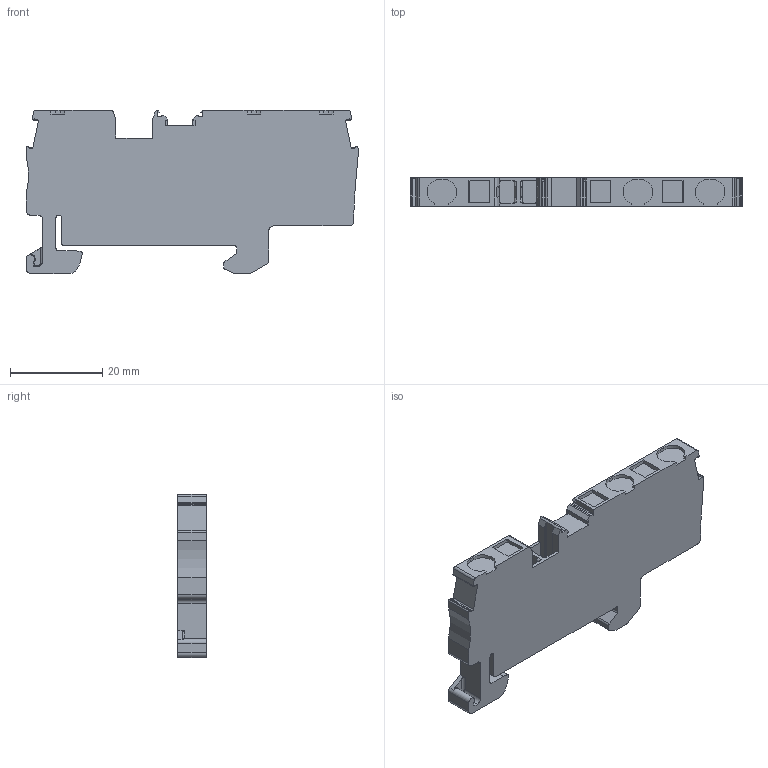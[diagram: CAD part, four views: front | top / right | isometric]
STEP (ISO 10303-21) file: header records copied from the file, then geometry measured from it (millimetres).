
FILE_DESCRIPTION(/* description */ (''),/* implementation_level */ '2;1');
FILE_NAME(/* name */ 'TC4-3-PE.stp',/* time_stamp */ '2022-03-25T08:40:42+08:00',/* author */ (''),/* organization */ (''),/* preprocessor_version */ 'ST-DEVELOPER v16.7',/* originating_system */ 'SIEMENS PLM Software NX 12.0',/* authorisation */ '');
FILE_SCHEMA (('AP203_CONFIGURATION_CONTROLLED_3D_DESIGN_OF_MECHANICAL_PARTS_AND_ASSEMBLIES_MIM_LF { 1 0 10303 403 2 1 2}'));
Length unit declared in the file: millimetre
Products named in the file (1): SP6102T1101
Bounding box: 71.8 x 6.2 x 35.3 mm (x, y, z)
Volume: 11862.6 mm3; surface area: 5961.9 mm2
Topology: 1 solids, 1 shells, 253 faces, 706 edges, 457 vertices
Faces by surface type: plane 139, cylinder 97, sphere 8, torus 6, bspline 2, extrusion 1
Entity records: 8386 total; most frequent: CARTESIAN_POINT 1655, ORIENTED_EDGE 1410, DIRECTION 1400, EDGE_CURVE 705, VECTOR 478, LINE 477, AXIS2_PLACEMENT_3D 461, VERTEX_POINT 457
